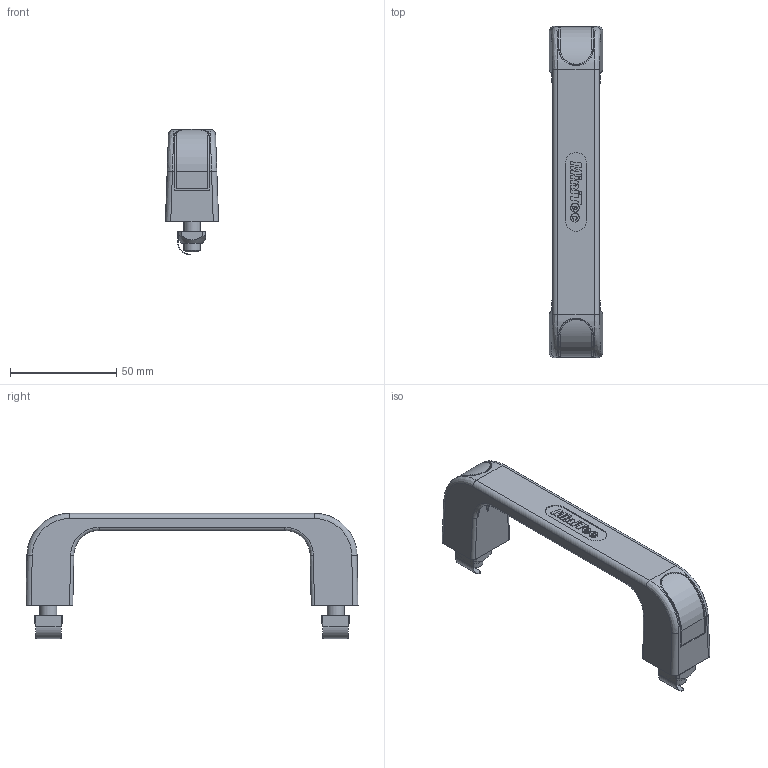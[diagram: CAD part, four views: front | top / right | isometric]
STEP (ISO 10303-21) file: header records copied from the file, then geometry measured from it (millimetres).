
FILE_DESCRIPTION(/* description */ ('Handgriff 135 grau - Gleitmutter mit Federblech'),/* implementation_level */ '2;1');
FILE_NAME(/* name */ '212530-7.step',/* time_stamp */ '2021-08-27T14:09:26+02:00',/* author */ ('MuellerJ'),/* organization */ (''),/* preprocessor_version */ 'ST-DEVELOPER v18.1',/* originating_system */ 'Autodesk Inventor 2021',/* authorisation */ '');
FILE_SCHEMA (('AUTOMOTIVE_DESIGN { 1 0 10303 214 3 1 1 }'));
Length unit declared in the file: millimetre
Products named in the file (5): leer; 21-2530-3FZ.003; leer_1; 21-1351-2FZ.005; 21-2531-0FZ.001
Assembly tree (7 placements, depth 2):
  leer
    21-2530-3FZ.003
    leer_1  x2
    21-1351-2FZ.005  x2
    21-2531-0FZ.001  x2
Bounding box: 25 x 156 x 58.77 mm (x, y, z)
Volume: 41721.7 mm3; surface area: 31438.2 mm2
Topology: 7 solids, 9 shells, 707 faces, 1863 edges, 1182 vertices
Faces by surface type: plane 287, cylinder 266, bspline 88, torus 52, cone 10, sphere 4
Full cylindrical faces by diameter (mm): 8 x4, 8.6 x2, 13 x2
Entity records: 21741 total; most frequent: CARTESIAN_POINT 7248, ORIENTED_EDGE 2942, DIRECTION 2855, EDGE_CURVE 1471, AXIS2_PLACEMENT_3D 1036, VERTEX_POINT 944, LINE 783, VECTOR 783
